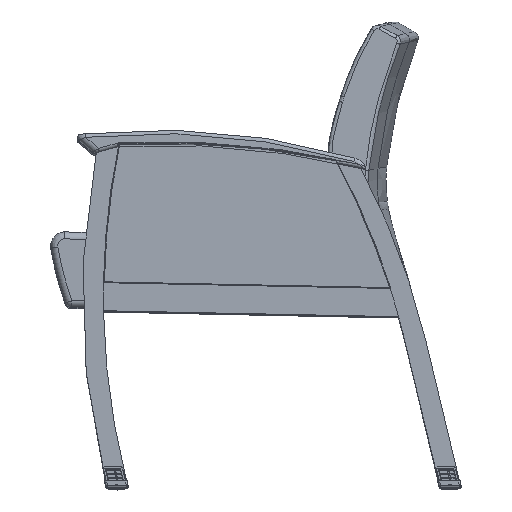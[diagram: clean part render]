
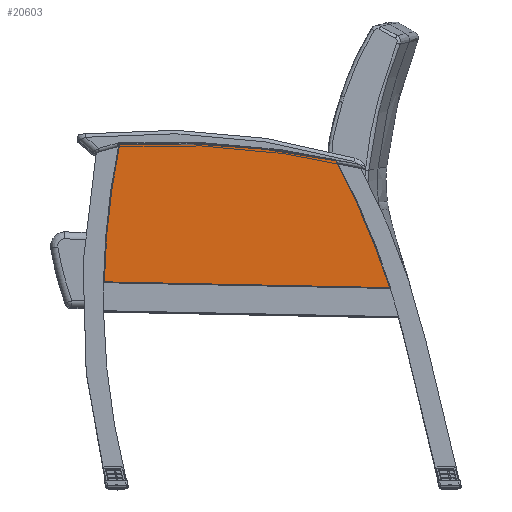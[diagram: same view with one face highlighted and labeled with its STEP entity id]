
A CAD part, top view. The second image highlights one B-rep face of the part: STEP entity #20603.
In plain terms, the highlighted planar face has unit normal (0, 0, 1).
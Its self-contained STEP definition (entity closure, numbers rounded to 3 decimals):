
#1709=PLANE('',#22684);
#3059=LINE('',#43313,#4149);
#4149=VECTOR('',#26612,0.394);
#5957=FACE_OUTER_BOUND('',#7487,.T.);
#7487=EDGE_LOOP('',(#16835,#16836,#16837,#16838));
#8883=CIRCLE('',#22681,53.107);
#8885=CIRCLE('',#22685,53.107);
#8886=CIRCLE('',#22686,59.771);
#10274=VERTEX_POINT('',#43278);
#10277=VERTEX_POINT('',#43298);
#10278=VERTEX_POINT('',#43315);
#10280=VERTEX_POINT('',#43321);
#12531=EDGE_CURVE('',#10277,#10274,#3059,.T.);
#12532=EDGE_CURVE('',#10274,#10278,#8883,.T.);
#12535=EDGE_CURVE('',#10280,#10277,#8885,.T.);
#12536=EDGE_CURVE('',#10278,#10280,#8886,.T.);
#16835=ORIENTED_EDGE('',*,*,#12531,.F.);
#16836=ORIENTED_EDGE('',*,*,#12535,.F.);
#16837=ORIENTED_EDGE('',*,*,#12536,.F.);
#16838=ORIENTED_EDGE('',*,*,#12532,.F.);
#20603=ADVANCED_FACE('',(#5957),#1709,.T.);
#22681=AXIS2_PLACEMENT_3D('',#43316,#26615,#26616);
#22684=AXIS2_PLACEMENT_3D('',#43320,#26621,#26622);
#22685=AXIS2_PLACEMENT_3D('',#43322,#26623,#26624);
#22686=AXIS2_PLACEMENT_3D('',#43323,#26625,#26626);
#26612=DIRECTION('',(-1.,0.02,0.));
#26615=DIRECTION('center_axis',(0.,0.,-1.));
#26616=DIRECTION('ref_axis',(-0.994,0.11,0.));
#26621=DIRECTION('center_axis',(0.,0.,1.));
#26622=DIRECTION('ref_axis',(1.,0.,0.));
#26623=DIRECTION('center_axis',(0.,0.,-1.));
#26624=DIRECTION('ref_axis',(0.921,0.39,0.));
#26625=DIRECTION('center_axis',(0.,0.,-1.));
#26626=DIRECTION('ref_axis',(0.068,0.998,0.));
#43278=CARTESIAN_POINT('',(-10.294,-4.614,0.813));
#43298=CARTESIAN_POINT('',(10.063,-5.024,0.813));
#43313=CARTESIAN_POINT('',(4.99,-4.922,0.813));
#43315=CARTESIAN_POINT('',(-9.201,5.166,0.813));
#43316=CARTESIAN_POINT('Origin',(42.804,-5.595,0.813));
#43320=CARTESIAN_POINT('Origin',(0.,0.,0.813));
#43321=CARTESIAN_POINT('',(6.211,4.023,0.813));
#43322=CARTESIAN_POINT('Origin',(-40.515,-21.216,0.813));
#43323=CARTESIAN_POINT('Origin',(-5.878,-54.512,0.813));
